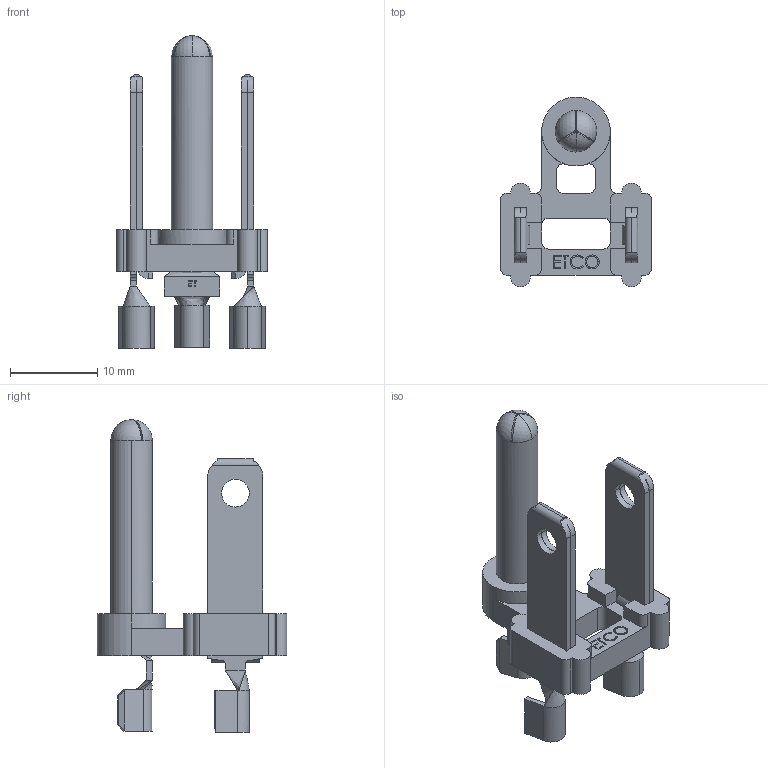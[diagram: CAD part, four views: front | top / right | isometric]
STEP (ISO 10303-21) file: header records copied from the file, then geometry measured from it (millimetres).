
FILE_DESCRIPTION (( 'STEP AP203' ), '1' );
FILE_NAME ('37001.STEP', '2020-08-26T11:35:23', ( 'tempuser' ), ( 'Microsoft' ), 'SwSTEP 2.0', 'SolidWorks 2019', '' );
FILE_SCHEMA (( 'CONFIG_CONTROL_DESIGN' ));
Length unit declared in the file: inch
Products named in the file (5): BHBP01; PN187H3; PPBF4TWISTEDLEFT; PPBF4TWISTEDRIGHT; 37001
Assembly tree (4 placements, depth 2):
  37001
    BHBP01
    PN187H3
    PPBF4TWISTEDLEFT
    PPBF4TWISTEDRIGHT
Bounding box: 17.27 x 21.72 x 35.79 mm (x, y, z)
Volume: 1428.2 mm3; surface area: 3437.4 mm2
Topology: 4 solids, 4 shells, 671 faces, 1760 edges, 1114 vertices
Faces by surface type: plane 435, cylinder 118, bspline 58, cone 50, sphere 8, torus 2
Entity records: 23549 total; most frequent: CARTESIAN_POINT 6773, ORIENTED_EDGE 3512, DIRECTION 3148, EDGE_CURVE 1756, VECTOR 1306, LINE 1306, VERTEX_POINT 1114, AXIS2_PLACEMENT_3D 921
